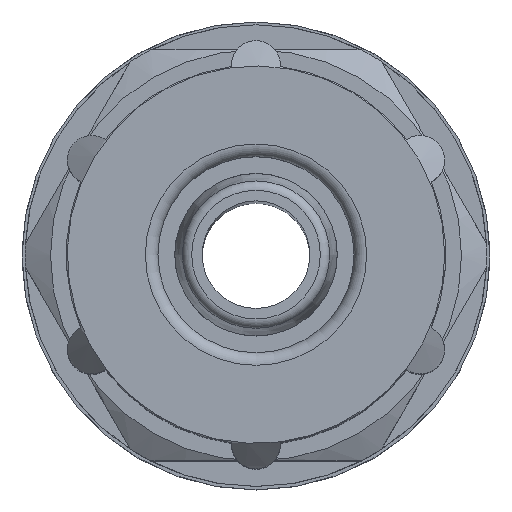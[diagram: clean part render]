
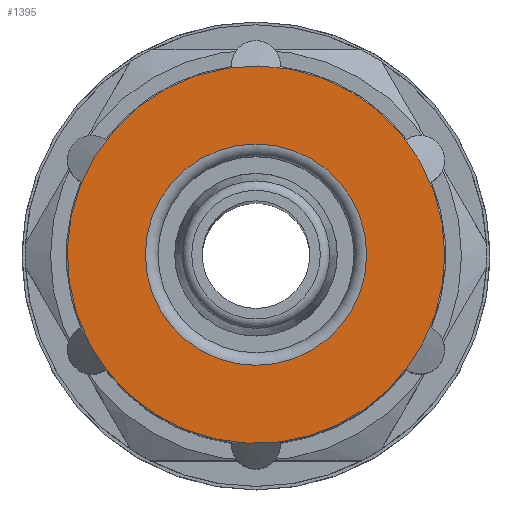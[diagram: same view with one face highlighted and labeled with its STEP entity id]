
A CAD part, top view. The second image highlights one B-rep face of the part: STEP entity #1395.
In plain terms, the highlighted face is planar.
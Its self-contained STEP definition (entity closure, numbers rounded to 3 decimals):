
#70=PLANE('',#1574);
#455=ORIENTED_EDGE('',*,*,#742,.F.);
#456=ORIENTED_EDGE('',*,*,#743,.F.);
#742=EDGE_CURVE('',#905,#905,#1018,.T.);
#743=EDGE_CURVE('',#906,#906,#1019,.F.);
#905=VERTEX_POINT('',#2371);
#906=VERTEX_POINT('',#2373);
#1018=CIRCLE('',#1575,3.5);
#1019=CIRCLE('',#1576,5.97);
#1132=EDGE_LOOP('',(#455));
#1133=EDGE_LOOP('',(#456));
#1264=FACE_BOUND('',#1132,.T.);
#1265=FACE_BOUND('',#1133,.T.);
#1395=ADVANCED_FACE('',(#1264,#1265),#70,.T.);
#1574=AXIS2_PLACEMENT_3D('',#2369,#1887,#1888);
#1575=AXIS2_PLACEMENT_3D('',#2370,#1889,#1890);
#1576=AXIS2_PLACEMENT_3D('',#2372,#1891,#1892);
#1887=DIRECTION('',(1.,0.,0.));
#1888=DIRECTION('',(0.,0.,-1.));
#1889=DIRECTION('',(1.,0.,0.));
#1890=DIRECTION('',(0.,0.,-1.));
#1891=DIRECTION('',(1.,0.,0.));
#1892=DIRECTION('',(0.,0.,-1.));
#2369=CARTESIAN_POINT('',(12.5,1.5,2.598));
#2370=CARTESIAN_POINT('',(12.5,0.,0.));
#2371=CARTESIAN_POINT('',(12.5,0.,-3.5));
#2372=CARTESIAN_POINT('',(12.5,0.,0.));
#2373=CARTESIAN_POINT('',(12.5,0.,-5.97));
